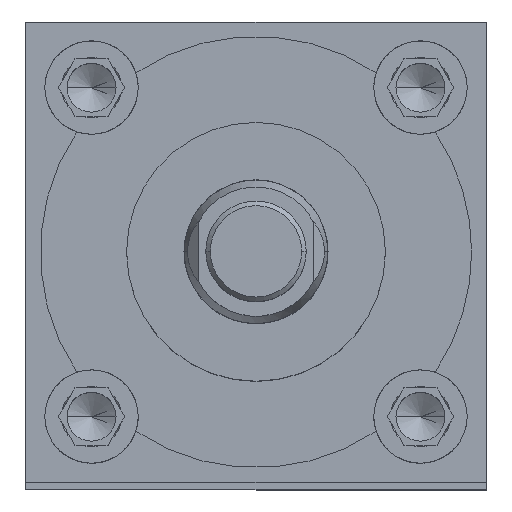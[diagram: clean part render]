
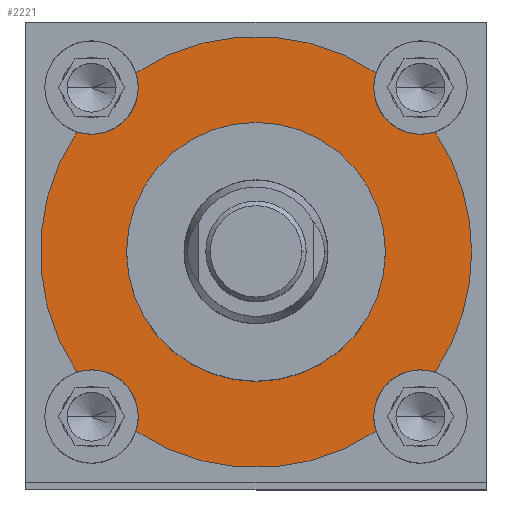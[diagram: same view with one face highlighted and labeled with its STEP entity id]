
A CAD part, top view. The second image highlights one B-rep face of the part: STEP entity #2221.
In plain terms, the highlighted planar face has unit normal (0, 0, 1).
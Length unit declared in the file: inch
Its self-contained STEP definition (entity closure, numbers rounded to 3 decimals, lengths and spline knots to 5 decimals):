
#35 = AXIS2_PLACEMENT_3D ( 'NONE', #1013, #5994, #1556 ) ;
#80 = DIRECTION ( 'NONE',  ( 1., 0., 0. ) ) ;
#124 = VERTEX_POINT ( 'NONE', #2696 ) ;
#160 = AXIS2_PLACEMENT_3D ( 'NONE', #2742, #2247, #3739 ) ;
#170 = DIRECTION ( 'NONE',  ( 0., 0., 1. ) ) ;
#317 = DIRECTION ( 'NONE',  ( 1., 0., 0. ) ) ;
#393 = CARTESIAN_POINT ( 'NONE',  ( 0., 0., 19.62 ) ) ;
#581 = CARTESIAN_POINT ( 'NONE',  ( 0.512, -0.715, 19.62 ) ) ;
#633 = CARTESIAN_POINT ( 'NONE',  ( -0.512, -0.715, 19.62 ) ) ;
#655 = EDGE_CURVE ( 'NONE', #1354, #4844, #6028, .T. ) ;
#676 = CIRCLE ( 'NONE', #160, 0.9375 ) ;
#683 = DIRECTION ( 'NONE',  ( 0., 0., 1. ) ) ;
#691 = EDGE_CURVE ( 'NONE', #3776, #4844, #2005, .T. ) ;
#731 = DIRECTION ( 'NONE',  ( 0., 0., 1. ) ) ;
#760 = ORIENTED_EDGE ( 'NONE', *, *, #3801, .F. ) ;
#764 = CIRCLE ( 'NONE', #4621, 0.203 ) ;
#779 = ORIENTED_EDGE ( 'NONE', *, *, #1179, .T. ) ;
#834 = CIRCLE ( 'NONE', #1991, 0.5625 ) ;
#873 = PLANE ( 'NONE',  #5948 ) ;
#1013 = CARTESIAN_POINT ( 'NONE',  ( -0.715, -0.715, 19.62 ) ) ;
#1109 = CARTESIAN_POINT ( 'NONE',  ( 0.715, 0.715, 19.62 ) ) ;
#1179 = EDGE_CURVE ( 'NONE', #2769, #5541, #6407, .T. ) ;
#1199 = ORIENTED_EDGE ( 'NONE', *, *, #6318, .T. ) ;
#1201 = ORIENTED_EDGE ( 'NONE', *, *, #691, .T. ) ;
#1281 = DIRECTION ( 'NONE',  ( 0., 0., 1. ) ) ;
#1306 = CARTESIAN_POINT ( 'NONE',  ( 0.5625, 0., 19.62 ) ) ;
#1354 = VERTEX_POINT ( 'NONE', #5263 ) ;
#1521 = DIRECTION ( 'NONE',  ( 0., 0., 1. ) ) ;
#1556 = DIRECTION ( 'NONE',  ( 1., 0., 0. ) ) ;
#1558 = AXIS2_PLACEMENT_3D ( 'NONE', #4179, #6147, #4152 ) ;
#1563 = DIRECTION ( 'NONE',  ( 0., 0., 1. ) ) ;
#1593 = CARTESIAN_POINT ( 'NONE',  ( -0.5625, 0., 19.62 ) ) ;
#1757 = CARTESIAN_POINT ( 'NONE',  ( 0.52222, -0.77859, 19.62 ) ) ;
#1799 = CARTESIAN_POINT ( 'NONE',  ( 0., 0., 19.62 ) ) ;
#1991 = AXIS2_PLACEMENT_3D ( 'NONE', #2472, #2079, #4451 ) ;
#2005 = CIRCLE ( 'NONE', #5612, 0.9375 ) ;
#2009 = CIRCLE ( 'NONE', #2317, 0.203 ) ;
#2069 = VERTEX_POINT ( 'NONE', #1593 ) ;
#2078 = ORIENTED_EDGE ( 'NONE', *, *, #6124, .F. ) ;
#2079 = DIRECTION ( 'NONE',  ( 0., 0., 1. ) ) ;
#2123 = VERTEX_POINT ( 'NONE', #3769 ) ;
#2221 = ADVANCED_FACE ( 'NONE', ( #3996, #6348 ), #873, .T. ) ;
#2227 = CARTESIAN_POINT ( 'NONE',  ( 0., 0., 19.62 ) ) ;
#2247 = DIRECTION ( 'NONE',  ( 0., 0., 1. ) ) ;
#2303 = VERTEX_POINT ( 'NONE', #3060 ) ;
#2317 = AXIS2_PLACEMENT_3D ( 'NONE', #1109, #3547, #6027 ) ;
#2318 = VERTEX_POINT ( 'NONE', #581 ) ;
#2472 = CARTESIAN_POINT ( 'NONE',  ( 0., 0., 19.62 ) ) ;
#2474 = DIRECTION ( 'NONE',  ( 1., 0., 0. ) ) ;
#2476 = ORIENTED_EDGE ( 'NONE', *, *, #6206, .F. ) ;
#2490 = CARTESIAN_POINT ( 'NONE',  ( 0.715, 0.715, 19.62 ) ) ;
#2515 = CARTESIAN_POINT ( 'NONE',  ( 0., 0., 19.62 ) ) ;
#2529 = CARTESIAN_POINT ( 'NONE',  ( -0.52222, -0.77859, 19.62 ) ) ;
#2545 = EDGE_CURVE ( 'NONE', #3164, #2318, #764, .T. ) ;
#2661 = CARTESIAN_POINT ( 'NONE',  ( 0.52222, 0.77859, 19.62 ) ) ;
#2696 = CARTESIAN_POINT ( 'NONE',  ( -0.52222, 0.77859, 19.62 ) ) ;
#2742 = CARTESIAN_POINT ( 'NONE',  ( 0., 0., 19.62 ) ) ;
#2769 = VERTEX_POINT ( 'NONE', #2529 ) ;
#2844 = CIRCLE ( 'NONE', #35, 0.203 ) ;
#2849 = CIRCLE ( 'NONE', #4401, 0.9375 ) ;
#2893 = DIRECTION ( 'NONE',  ( 1., 0., 0. ) ) ;
#2918 = CARTESIAN_POINT ( 'NONE',  ( 0.77859, 0.52222, 19.62 ) ) ;
#2999 = CARTESIAN_POINT ( 'NONE',  ( 0., 0., 19.62 ) ) ;
#3003 = CARTESIAN_POINT ( 'NONE',  ( -0.77859, 0.52222, 19.62 ) ) ;
#3015 = CARTESIAN_POINT ( 'NONE',  ( 0., 0., 19.62 ) ) ;
#3045 = DIRECTION ( 'NONE',  ( 0., 0., 1. ) ) ;
#3057 = AXIS2_PLACEMENT_3D ( 'NONE', #6127, #683, #6096 ) ;
#3060 = CARTESIAN_POINT ( 'NONE',  ( -0.77859, -0.52222, 19.62 ) ) ;
#3099 = AXIS2_PLACEMENT_3D ( 'NONE', #2999, #4483, #2474 ) ;
#3134 = CIRCLE ( 'NONE', #1558, 0.203 ) ;
#3164 = VERTEX_POINT ( 'NONE', #3436 ) ;
#3245 = ORIENTED_EDGE ( 'NONE', *, *, #655, .F. ) ;
#3249 = AXIS2_PLACEMENT_3D ( 'NONE', #2490, #4471, #3498 ) ;
#3289 = CARTESIAN_POINT ( 'NONE',  ( -0.715, 0.715, 19.62 ) ) ;
#3329 = EDGE_CURVE ( 'NONE', #3490, #2303, #676, .T. ) ;
#3369 = CIRCLE ( 'NONE', #4195, 0.203 ) ;
#3436 = CARTESIAN_POINT ( 'NONE',  ( 0.77859, -0.52222, 19.62 ) ) ;
#3490 = VERTEX_POINT ( 'NONE', #3003 ) ;
#3498 = DIRECTION ( 'NONE',  ( 1., 0., 0. ) ) ;
#3539 = ORIENTED_EDGE ( 'NONE', *, *, #4979, .T. ) ;
#3547 = DIRECTION ( 'NONE',  ( 0., 0., 1. ) ) ;
#3575 = EDGE_CURVE ( 'NONE', #4583, #1354, #2009, .T. ) ;
#3598 = CIRCLE ( 'NONE', #3099, 0.5625 ) ;
#3608 = EDGE_CURVE ( 'NONE', #4622, #2303, #2844, .T. ) ;
#3654 = DIRECTION ( 'NONE',  ( 1., 0., 0. ) ) ;
#3672 = EDGE_CURVE ( 'NONE', #3490, #2123, #6143, .T. ) ;
#3739 = DIRECTION ( 'NONE',  ( 1., 0., 0. ) ) ;
#3756 = CARTESIAN_POINT ( 'NONE',  ( -0.715, -0.715, 19.62 ) ) ;
#3769 = CARTESIAN_POINT ( 'NONE',  ( -0.512, 0.715, 19.62 ) ) ;
#3776 = VERTEX_POINT ( 'NONE', #6159 ) ;
#3801 = EDGE_CURVE ( 'NONE', #2123, #124, #4187, .T. ) ;
#3862 = ORIENTED_EDGE ( 'NONE', *, *, #2545, .F. ) ;
#3958 = EDGE_CURVE ( 'NONE', #5554, #2069, #3598, .T. ) ;
#3996 = FACE_OUTER_BOUND ( 'NONE', #5334, .T. ) ;
#4152 = DIRECTION ( 'NONE',  ( 1., 0., 0. ) ) ;
#4164 = DIRECTION ( 'NONE',  ( 1., 0., 0. ) ) ;
#4179 = CARTESIAN_POINT ( 'NONE',  ( 0.715, -0.715, 19.62 ) ) ;
#4187 = CIRCLE ( 'NONE', #5935, 0.203 ) ;
#4195 = AXIS2_PLACEMENT_3D ( 'NONE', #3756, #1281, #5338 ) ;
#4356 = EDGE_CURVE ( 'NONE', #2769, #4622, #3369, .T. ) ;
#4401 = AXIS2_PLACEMENT_3D ( 'NONE', #2515, #1563, #80 ) ;
#4451 = DIRECTION ( 'NONE',  ( 1., 0., 0. ) ) ;
#4471 = DIRECTION ( 'NONE',  ( 0., 0., 1. ) ) ;
#4483 = DIRECTION ( 'NONE',  ( 0., 0., 1. ) ) ;
#4583 = VERTEX_POINT ( 'NONE', #2661 ) ;
#4622 = VERTEX_POINT ( 'NONE', #633 ) ;
#4621 = AXIS2_PLACEMENT_3D ( 'NONE', #4672, #731, #317 ) ;
#4672 = CARTESIAN_POINT ( 'NONE',  ( 0.715, -0.715, 19.62 ) ) ;
#4844 = VERTEX_POINT ( 'NONE', #2918 ) ;
#4874 = CIRCLE ( 'NONE', #5804, 0.9375 ) ;
#4979 = EDGE_CURVE ( 'NONE', #4583, #124, #2849, .T. ) ;
#5012 = DIRECTION ( 'NONE',  ( 1., 0., 0. ) ) ;
#5070 = AXIS2_PLACEMENT_3D ( 'NONE', #2227, #1521, #3654 ) ;
#5155 = EDGE_LOOP ( 'NONE', ( #2078, #6293 ) ) ;
#5205 = ORIENTED_EDGE ( 'NONE', *, *, #3608, .F. ) ;
#5263 = CARTESIAN_POINT ( 'NONE',  ( 0.512, 0.715, 19.62 ) ) ;
#5334 = EDGE_LOOP ( 'NONE', ( #3862, #1199, #1201, #3245, #5561, #3539, #760, #6227, #6072, #5205, #6390, #779, #2476 ) ) ;
#5338 = DIRECTION ( 'NONE',  ( 1., 0., 0. ) ) ;
#5541 = VERTEX_POINT ( 'NONE', #1757 ) ;
#5554 = VERTEX_POINT ( 'NONE', #1306 ) ;
#5561 = ORIENTED_EDGE ( 'NONE', *, *, #3575, .F. ) ;
#5612 = AXIS2_PLACEMENT_3D ( 'NONE', #3015, #3045, #5012 ) ;
#5804 = AXIS2_PLACEMENT_3D ( 'NONE', #1799, #5887, #2893 ) ;
#5887 = DIRECTION ( 'NONE',  ( 0., 0., 1. ) ) ;
#5935 = AXIS2_PLACEMENT_3D ( 'NONE', #3289, #170, #4164 ) ;
#5948 = AXIS2_PLACEMENT_3D ( 'NONE', #393, #5958, #6317 ) ;
#5958 = DIRECTION ( 'NONE',  ( 0., 0., 1. ) ) ;
#5994 = DIRECTION ( 'NONE',  ( 0., 0., 1. ) ) ;
#6027 = DIRECTION ( 'NONE',  ( 1., 0., 0. ) ) ;
#6028 = CIRCLE ( 'NONE', #3249, 0.203 ) ;
#6072 = ORIENTED_EDGE ( 'NONE', *, *, #3329, .T. ) ;
#6096 = DIRECTION ( 'NONE',  ( 1., 0., 0. ) ) ;
#6124 = EDGE_CURVE ( 'NONE', #2069, #5554, #834, .T. ) ;
#6127 = CARTESIAN_POINT ( 'NONE',  ( -0.715, 0.715, 19.62 ) ) ;
#6143 = CIRCLE ( 'NONE', #3057, 0.203 ) ;
#6147 = DIRECTION ( 'NONE',  ( 0., 0., 1. ) ) ;
#6159 = CARTESIAN_POINT ( 'NONE',  ( 0.9375, 0., 19.62 ) ) ;
#6206 = EDGE_CURVE ( 'NONE', #2318, #5541, #3134, .T. ) ;
#6227 = ORIENTED_EDGE ( 'NONE', *, *, #3672, .F. ) ;
#6293 = ORIENTED_EDGE ( 'NONE', *, *, #3958, .F. ) ;
#6317 = DIRECTION ( 'NONE',  ( 1., 0., 0. ) ) ;
#6318 = EDGE_CURVE ( 'NONE', #3164, #3776, #4874, .T. ) ;
#6348 = FACE_BOUND ( 'NONE', #5155, .T. ) ;
#6390 = ORIENTED_EDGE ( 'NONE', *, *, #4356, .F. ) ;
#6407 = CIRCLE ( 'NONE', #5070, 0.9375 ) ;
